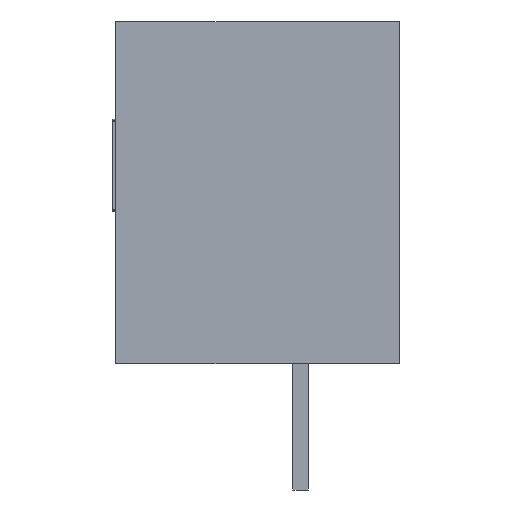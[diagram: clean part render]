
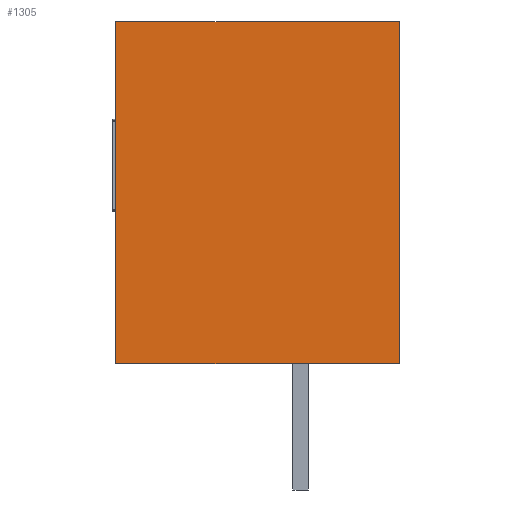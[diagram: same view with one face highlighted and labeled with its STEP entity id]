
A CAD part, front view. The second image highlights one B-rep face of the part: STEP entity #1305.
In plain terms, the highlighted planar face has unit normal (0, -1, 0).
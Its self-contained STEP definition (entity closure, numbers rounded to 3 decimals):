
#62 = VERTEX_POINT('',#63);
#63 = CARTESIAN_POINT('',(-6.,-19.8,0.));
#71 = VERTEX_POINT('',#72);
#72 = CARTESIAN_POINT('',(-6.,-19.8,11.1));
#78 = EDGE_CURVE('',#62,#71,#79,.T.);
#79 = LINE('',#80,#81);
#80 = CARTESIAN_POINT('',(-6.,-19.8,0.));
#81 = VECTOR('',#82,1.);
#82 = DIRECTION('',(0.,0.,1.));
#1008 = EDGE_CURVE('',#71,#1009,#1011,.T.);
#1009 = VERTEX_POINT('',#1010);
#1010 = CARTESIAN_POINT('',(3.2,-19.8,11.1));
#1011 = LINE('',#1012,#1013);
#1012 = CARTESIAN_POINT('',(-6.,-19.8,11.1));
#1013 = VECTOR('',#1014,1.);
#1014 = DIRECTION('',(1.,0.,0.));
#1031 = VERTEX_POINT('',#1032);
#1032 = CARTESIAN_POINT('',(3.2,-19.8,0.));
#1040 = EDGE_CURVE('',#1031,#1009,#1041,.T.);
#1041 = LINE('',#1042,#1043);
#1042 = CARTESIAN_POINT('',(3.2,-19.8,0.));
#1043 = VECTOR('',#1044,1.);
#1044 = DIRECTION('',(0.,0.,1.));
#1056 = EDGE_CURVE('',#62,#1031,#1057,.T.);
#1057 = LINE('',#1058,#1059);
#1058 = CARTESIAN_POINT('',(-6.,-19.8,0.));
#1059 = VECTOR('',#1060,1.);
#1060 = DIRECTION('',(1.,0.,0.));
#1305 = ADVANCED_FACE('',(#1306),#1312,.T.);
#1306 = FACE_BOUND('',#1307,.T.);
#1307 = EDGE_LOOP('',(#1308,#1309,#1310,#1311));
#1308 = ORIENTED_EDGE('',*,*,#78,.F.);
#1309 = ORIENTED_EDGE('',*,*,#1056,.T.);
#1310 = ORIENTED_EDGE('',*,*,#1040,.T.);
#1311 = ORIENTED_EDGE('',*,*,#1008,.F.);
#1312 = PLANE('',#1313);
#1313 = AXIS2_PLACEMENT_3D('',#1314,#1315,#1316);
#1314 = CARTESIAN_POINT('',(-6.,-19.8,0.));
#1315 = DIRECTION('',(0.,-1.,0.));
#1316 = DIRECTION('',(0.,0.,1.));
